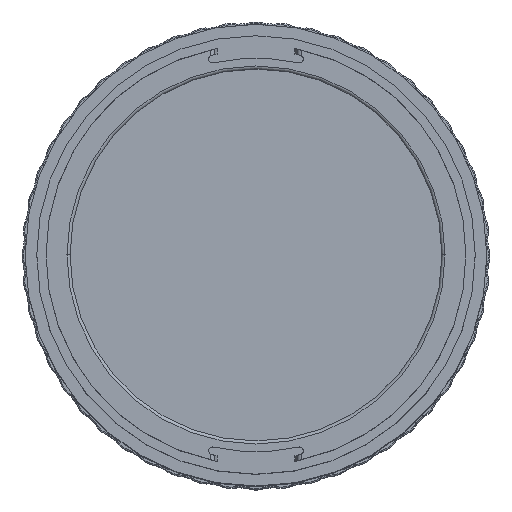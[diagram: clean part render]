
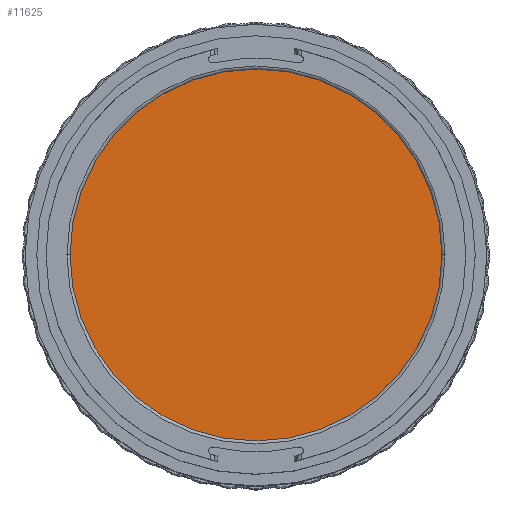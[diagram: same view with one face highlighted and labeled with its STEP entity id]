
A CAD part, top view. The second image highlights one B-rep face of the part: STEP entity #11625.
In plain terms, the highlighted planar face has unit normal (0, 0, 1).
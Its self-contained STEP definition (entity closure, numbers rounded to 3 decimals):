
#396 = CARTESIAN_POINT ( 'NONE',  ( -57.78, 24.25, 20.479 ) ) ;
#2605 = CARTESIAN_POINT ( 'NONE',  ( -57.78, 24.25, 20.479 ) ) ;
#5426 = EDGE_CURVE ( 'NONE', #11930, #19641, #18709, .T. ) ;
#5811 = DIRECTION ( 'NONE',  ( 1., 0., 0. ) ) ;
#5890 = EDGE_LOOP ( 'NONE', ( #14426, #18628 ) ) ;
#6431 = FACE_OUTER_BOUND ( 'NONE', #5890, .T. ) ;
#6848 = DIRECTION ( 'NONE',  ( 1., 0., 0. ) ) ;
#6866 = AXIS2_PLACEMENT_3D ( 'NONE', #396, #17782, #6848 ) ;
#9036 = AXIS2_PLACEMENT_3D ( 'NONE', #2605, #20083, #5811 ) ;
#11483 = CIRCLE ( 'NONE', #6866, 12. ) ;
#11602 = CARTESIAN_POINT ( 'NONE',  ( -45.78, 24.25, 20.479 ) ) ;
#11625 = ADVANCED_FACE ( 'NONE', ( #6431 ), #12766, .T. ) ;
#11930 = VERTEX_POINT ( 'NONE', #19878 ) ;
#12766 = PLANE ( 'NONE',  #16877 ) ;
#14426 = ORIENTED_EDGE ( 'NONE', *, *, #18022, .T. ) ;
#15613 = DIRECTION ( 'NONE',  ( 1., 0., 0. ) ) ;
#15805 = DIRECTION ( 'NONE',  ( 0., 0., 1. ) ) ;
#16877 = AXIS2_PLACEMENT_3D ( 'NONE', #19135, #15805, #15613 ) ;
#17782 = DIRECTION ( 'NONE',  ( 0., 0., 1. ) ) ;
#18022 = EDGE_CURVE ( 'NONE', #19641, #11930, #11483, .T. ) ;
#18628 = ORIENTED_EDGE ( 'NONE', *, *, #5426, .T. ) ;
#18709 = CIRCLE ( 'NONE', #9036, 12. ) ;
#19135 = CARTESIAN_POINT ( 'NONE',  ( -57.78, 24.25, 20.479 ) ) ;
#19641 = VERTEX_POINT ( 'NONE', #11602 ) ;
#19878 = CARTESIAN_POINT ( 'NONE',  ( -69.78, 24.25, 20.479 ) ) ;
#20083 = DIRECTION ( 'NONE',  ( 0., 0., 1. ) ) ;
